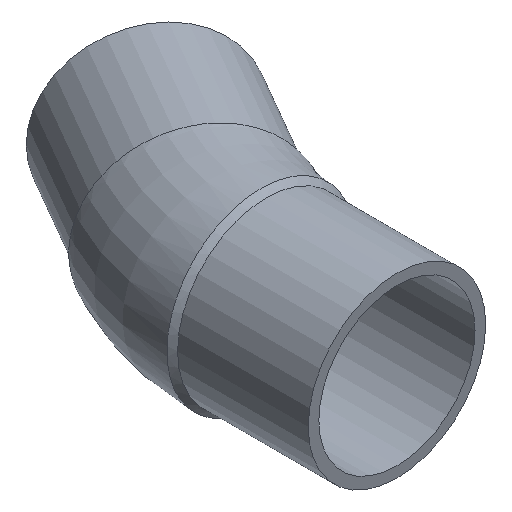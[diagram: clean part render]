
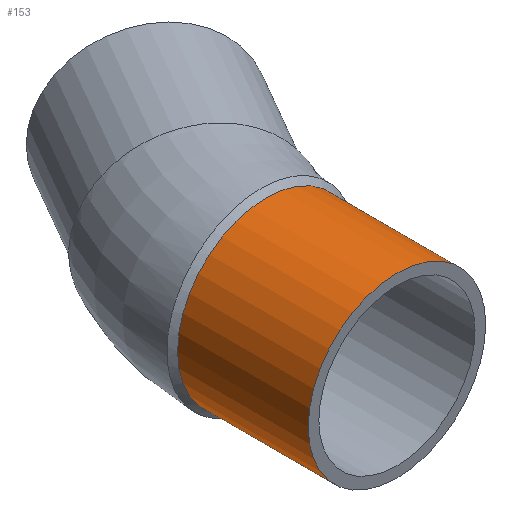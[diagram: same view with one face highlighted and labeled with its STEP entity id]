
A CAD part, isometric view. The second image highlights one B-rep face of the part: STEP entity #153.
In plain terms, the highlighted cylindrical face has radius 70 mm (diameter 140 mm), a full revolution.
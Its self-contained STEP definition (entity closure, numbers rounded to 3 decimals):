
#21=CYLINDRICAL_SURFACE('',#191,70.);
#31=FACE_OUTER_BOUND('',#41,.T.);
#41=EDGE_LOOP('',(#133,#134,#135,#136));
#48=CIRCLE('',#178,70.);
#57=CIRCLE('',#192,70.);
#65=LINE('',#507,#71);
#71=VECTOR('',#235,70.);
#75=VERTEX_POINT('',#457);
#83=VERTEX_POINT('',#505);
#90=EDGE_CURVE('',#75,#75,#48,.T.);
#101=EDGE_CURVE('',#83,#83,#57,.T.);
#102=EDGE_CURVE('',#83,#75,#65,.T.);
#133=ORIENTED_EDGE('',*,*,#101,.F.);
#134=ORIENTED_EDGE('',*,*,#102,.T.);
#135=ORIENTED_EDGE('',*,*,#90,.T.);
#136=ORIENTED_EDGE('',*,*,#102,.F.);
#153=ADVANCED_FACE('',(#31),#21,.T.);
#178=AXIS2_PLACEMENT_3D('',#483,#203,#204);
#191=AXIS2_PLACEMENT_3D('',#504,#231,#232);
#192=AXIS2_PLACEMENT_3D('',#506,#233,#234);
#203=DIRECTION('center_axis',(0.,-1.,0.));
#204=DIRECTION('ref_axis',(-1.,0.,0.));
#231=DIRECTION('center_axis',(0.,-1.,0.));
#232=DIRECTION('ref_axis',(-1.,0.,0.));
#233=DIRECTION('center_axis',(0.,-1.,0.));
#234=DIRECTION('ref_axis',(-1.,0.,0.));
#235=DIRECTION('',(0.,1.,0.));
#457=CARTESIAN_POINT('',(70.,103.,0.));
#483=CARTESIAN_POINT('Origin',(0.,103.,0.));
#504=CARTESIAN_POINT('Origin',(0.,103.,0.));
#505=CARTESIAN_POINT('',(70.,0.,0.));
#506=CARTESIAN_POINT('Origin',(0.,0.,
0.));
#507=CARTESIAN_POINT('',(70.,103.,0.));
